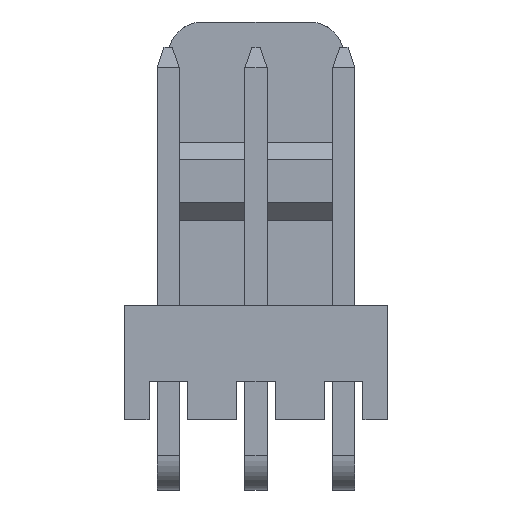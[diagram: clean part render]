
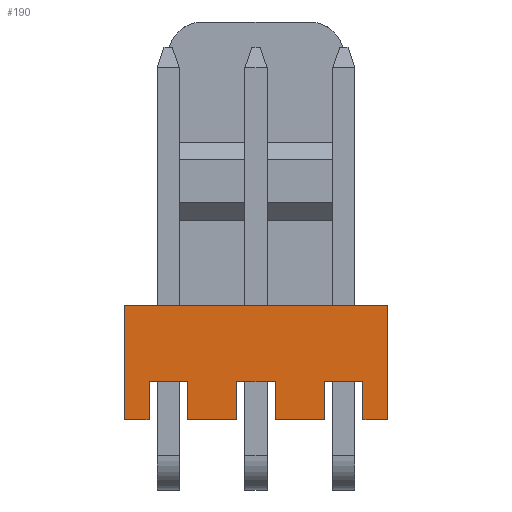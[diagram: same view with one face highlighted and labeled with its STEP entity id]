
A CAD part, top view. The second image highlights one B-rep face of the part: STEP entity #190.
In plain terms, the highlighted face is planar.
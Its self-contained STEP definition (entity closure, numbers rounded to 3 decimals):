
#190=ADVANCED_FACE('',(#326),#2138,.T.);
#326=FACE_OUTER_BOUND('',#474,.T.);
#474=EDGE_LOOP('',(#1092,#1093,#1094,#1095,#1096,#1097,#1098,#1099,#1100,
#1101,#1102,#1103,#1104,#1105,#1106,#1107));
#1092=ORIENTED_EDGE('',*,*,#1464,.T.);
#1093=ORIENTED_EDGE('',*,*,#1305,.F.);
#1094=ORIENTED_EDGE('',*,*,#1290,.F.);
#1095=ORIENTED_EDGE('',*,*,#1342,.F.);
#1096=ORIENTED_EDGE('',*,*,#1465,.T.);
#1097=ORIENTED_EDGE('',*,*,#1452,.T.);
#1098=ORIENTED_EDGE('',*,*,#1259,.F.);
#1099=ORIENTED_EDGE('',*,*,#1450,.F.);
#1100=ORIENTED_EDGE('',*,*,#1457,.F.);
#1101=ORIENTED_EDGE('',*,*,#1421,.F.);
#1102=ORIENTED_EDGE('',*,*,#1458,.F.);
#1103=ORIENTED_EDGE('',*,*,#1417,.F.);
#1104=ORIENTED_EDGE('',*,*,#1461,.F.);
#1105=ORIENTED_EDGE('',*,*,#1373,.F.);
#1106=ORIENTED_EDGE('',*,*,#1462,.F.);
#1107=ORIENTED_EDGE('',*,*,#1286,.F.);
#1259=EDGE_CURVE('',#1871,#1872,#1593,.T.);
#1286=EDGE_CURVE('',#1897,#1898,#1620,.T.);
#1290=EDGE_CURVE('',#1901,#1902,#1624,.T.);
#1305=EDGE_CURVE('',#1902,#1916,#1639,.T.);
#1342=EDGE_CURVE('',#1937,#1901,#1676,.T.);
#1373=EDGE_CURVE('',#1951,#1952,#1707,.T.);
#1417=EDGE_CURVE('',#1979,#1980,#1751,.T.);
#1421=EDGE_CURVE('',#1983,#1984,#1755,.T.);
#1450=EDGE_CURVE('',#2003,#1871,#1780,.T.);
#1452=EDGE_CURVE('',#2005,#1872,#1782,.T.);
#1457=EDGE_CURVE('',#1984,#2003,#1787,.T.);
#1458=EDGE_CURVE('',#1980,#1983,#1788,.T.);
#1461=EDGE_CURVE('',#1952,#1979,#1791,.T.);
#1462=EDGE_CURVE('',#1898,#1951,#1792,.T.);
#1464=EDGE_CURVE('',#1897,#1916,#1794,.T.);
#1465=EDGE_CURVE('',#1937,#2005,#1795,.T.);
#1593=B_SPLINE_CURVE_WITH_KNOTS('',1,(#3281,#3282),.UNSPECIFIED.,.F.,.F.,
(2,2),(-7.62,0.),.UNSPECIFIED.);
#1620=B_SPLINE_CURVE_WITH_KNOTS('',1,(#3335,#3336),.UNSPECIFIED.,.F.,.F.,
(2,2),(-1.1,0.),.UNSPECIFIED.);
#1624=B_SPLINE_CURVE_WITH_KNOTS('',1,(#3343,#3344),.UNSPECIFIED.,.F.,.F.,
(2,2),(-1.1,0.),.UNSPECIFIED.);
#1639=B_SPLINE_CURVE_WITH_KNOTS('',1,(#3373,#3374),.UNSPECIFIED.,.F.,.F.,
(2,2),(-1.1,0.),.UNSPECIFIED.);
#1676=B_SPLINE_CURVE_WITH_KNOTS('',1,(#3447,#3448),.UNSPECIFIED.,.F.,.F.,
(2,2),(-1.1,0.),.UNSPECIFIED.);
#1707=B_SPLINE_CURVE_WITH_KNOTS('',1,(#3509,#3510),.UNSPECIFIED.,.F.,.F.,
(2,2),(-1.1,0.),.UNSPECIFIED.);
#1751=B_SPLINE_CURVE_WITH_KNOTS('',1,(#3597,#3598),.UNSPECIFIED.,.F.,.F.,
(2,2),(-1.1,0.),.UNSPECIFIED.);
#1755=B_SPLINE_CURVE_WITH_KNOTS('',1,(#3605,#3606),.UNSPECIFIED.,.F.,.F.,
(2,2),(-1.1,0.),.UNSPECIFIED.);
#1780=B_SPLINE_CURVE_WITH_KNOTS('',1,(#3667,#3668),.UNSPECIFIED.,.F.,.F.,
(2,2),(0.,3.3),.UNSPECIFIED.);
#1782=B_SPLINE_CURVE_WITH_KNOTS('',1,(#3671,#3672),.UNSPECIFIED.,.F.,.F.,
(2,2),(0.,3.3),.UNSPECIFIED.);
#1787=B_SPLINE_CURVE_WITH_KNOTS('',1,(#3681,#3682),.UNSPECIFIED.,.F.,.F.,
(2,2),(0.,0.72),.UNSPECIFIED.);
#1788=B_SPLINE_CURVE_WITH_KNOTS('',1,(#3683,#3684),.UNSPECIFIED.,.F.,.F.,
(2,2),(-1.1,0.),.UNSPECIFIED.);
#1791=B_SPLINE_CURVE_WITH_KNOTS('',1,(#3689,#3690),.UNSPECIFIED.,.F.,.F.,
(2,2),(0.,1.44),.UNSPECIFIED.);
#1792=B_SPLINE_CURVE_WITH_KNOTS('',1,(#3691,#3692),.UNSPECIFIED.,.F.,.F.,
(2,2),(-1.1,0.),.UNSPECIFIED.);
#1794=B_SPLINE_CURVE_WITH_KNOTS('',1,(#3695,#3696),.UNSPECIFIED.,.F.,.F.,
(2,2),(-1.44,0.),.UNSPECIFIED.);
#1795=B_SPLINE_CURVE_WITH_KNOTS('',1,(#3697,#3698),.UNSPECIFIED.,.F.,.F.,
(2,2),(-0.72,0.),.UNSPECIFIED.);
#1871=VERTEX_POINT('',#3144);
#1872=VERTEX_POINT('',#3145);
#1897=VERTEX_POINT('',#3170);
#1898=VERTEX_POINT('',#3171);
#1901=VERTEX_POINT('',#3174);
#1902=VERTEX_POINT('',#3175);
#1916=VERTEX_POINT('',#3189);
#1937=VERTEX_POINT('',#3210);
#1951=VERTEX_POINT('',#3224);
#1952=VERTEX_POINT('',#3225);
#1979=VERTEX_POINT('',#3252);
#1980=VERTEX_POINT('',#3253);
#1983=VERTEX_POINT('',#3256);
#1984=VERTEX_POINT('',#3257);
#2003=VERTEX_POINT('',#3276);
#2005=VERTEX_POINT('',#3278);
#2138=PLANE('',#2376);
#2376=AXIS2_PLACEMENT_3D('',#3139,#2528,$);
#2528=DIRECTION('',(0.,-1.,0.));
#3139=CARTESIAN_POINT('',(-4.573,-2.9,-2.119));
#3144=CARTESIAN_POINT('',(-3.81,-2.9,-2.45));
#3145=CARTESIAN_POINT('',(3.81,-2.9,-2.45));
#3170=CARTESIAN_POINT('',(0.55,-2.9,-5.75));
#3171=CARTESIAN_POINT('',(0.55,-2.9,-4.65));
#3174=CARTESIAN_POINT('',(3.09,-2.9,-4.65));
#3175=CARTESIAN_POINT('',(1.99,-2.9,-4.65));
#3189=CARTESIAN_POINT('',(1.99,-2.9,-5.75));
#3210=CARTESIAN_POINT('',(3.09,-2.9,-5.75));
#3224=CARTESIAN_POINT('',(-0.55,-2.9,-4.65));
#3225=CARTESIAN_POINT('',(-0.55,-2.9,-5.75));
#3252=CARTESIAN_POINT('',(-1.99,-2.9,-5.75));
#3253=CARTESIAN_POINT('',(-1.99,-2.9,-4.65));
#3256=CARTESIAN_POINT('',(-3.09,-2.9,-4.65));
#3257=CARTESIAN_POINT('',(-3.09,-2.9,-5.75));
#3276=CARTESIAN_POINT('',(-3.81,-2.9,-5.75));
#3278=CARTESIAN_POINT('',(3.81,-2.9,-5.75));
#3281=CARTESIAN_POINT('',(-3.81,-2.9,-2.45));
#3282=CARTESIAN_POINT('',(3.81,-2.9,-2.45));
#3335=CARTESIAN_POINT('',(0.55,-2.9,-5.75));
#3336=CARTESIAN_POINT('',(0.55,-2.9,-4.65));
#3343=CARTESIAN_POINT('',(3.09,-2.9,-4.65));
#3344=CARTESIAN_POINT('',(1.99,-2.9,-4.65));
#3373=CARTESIAN_POINT('',(1.99,-2.9,-4.65));
#3374=CARTESIAN_POINT('',(1.99,-2.9,-5.75));
#3447=CARTESIAN_POINT('',(3.09,-2.9,-5.75));
#3448=CARTESIAN_POINT('',(3.09,-2.9,-4.65));
#3509=CARTESIAN_POINT('',(-0.55,-2.9,-4.65));
#3510=CARTESIAN_POINT('',(-0.55,-2.9,-5.75));
#3597=CARTESIAN_POINT('',(-1.99,-2.9,-5.75));
#3598=CARTESIAN_POINT('',(-1.99,-2.9,-4.65));
#3605=CARTESIAN_POINT('',(-3.09,-2.9,-4.65));
#3606=CARTESIAN_POINT('',(-3.09,-2.9,-5.75));
#3667=CARTESIAN_POINT('',(-3.81,-2.9,-5.75));
#3668=CARTESIAN_POINT('',(-3.81,-2.9,-2.45));
#3671=CARTESIAN_POINT('',(3.81,-2.9,-5.75));
#3672=CARTESIAN_POINT('',(3.81,-2.9,-2.45));
#3681=CARTESIAN_POINT('',(-3.09,-2.9,-5.75));
#3682=CARTESIAN_POINT('',(-3.81,-2.9,-5.75));
#3683=CARTESIAN_POINT('',(-1.99,-2.9,-4.65));
#3684=CARTESIAN_POINT('',(-3.09,-2.9,-4.65));
#3689=CARTESIAN_POINT('',(-0.55,-2.9,-5.75));
#3690=CARTESIAN_POINT('',(-1.99,-2.9,-5.75));
#3691=CARTESIAN_POINT('',(0.55,-2.9,-4.65));
#3692=CARTESIAN_POINT('',(-0.55,-2.9,-4.65));
#3695=CARTESIAN_POINT('',(0.55,-2.9,-5.75));
#3696=CARTESIAN_POINT('',(1.99,-2.9,-5.75));
#3697=CARTESIAN_POINT('',(3.09,-2.9,-5.75));
#3698=CARTESIAN_POINT('',(3.81,-2.9,-5.75));
